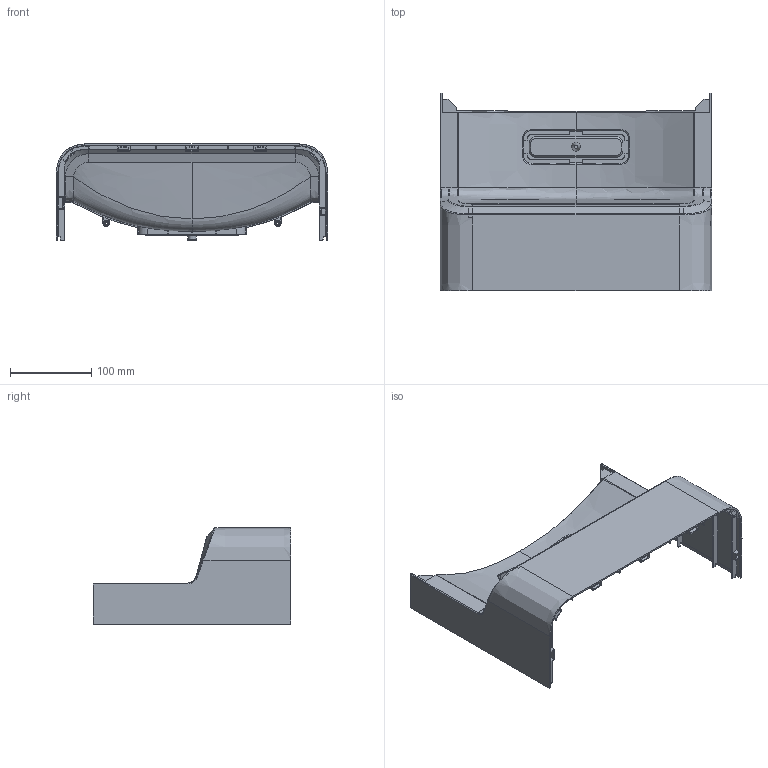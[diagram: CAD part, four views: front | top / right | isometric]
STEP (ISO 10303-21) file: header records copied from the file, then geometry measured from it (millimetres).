
FILE_DESCRIPTION(/* description */ (''),/* implementation_level */ '2;1');
FILE_NAME(/* name */ 'LYF22109-20230421.stp',/* time_stamp */ '2024-06-26T15:14:33+08:00',/* author */ (''),/* organization */ (''),/* preprocessor_version */ 'ST-DEVELOPER v14',/* originating_system */ 'SIEMENS PLM Software NX 8.0',/* authorisation */ '');
FILE_SCHEMA (('AUTOMOTIVE_DESIGN { 1 0 10303 214 3 1 1 1 }'));
Length unit declared in the file: millimetre
Products named in the file (1): Admi26345078odfb
Bounding box: 334 x 243.1 x 118.48 mm (x, y, z)
Volume: 388528.1 mm3; surface area: 303857 mm2
Topology: 2 solids, 2 shells, 757 faces, 2125 edges, 1384 vertices
Faces by surface type: plane 471, bspline 141, extrusion 49, cylinder 47, cone 44, torus 5
Full cylindrical faces by diameter (mm): 7.96 x2
Entity records: 42556 total; most frequent: CARTESIAN_POINT 19625, ORIENTED_EDGE 4206, DIRECTION 2903, EDGE_CURVE 2103, VERTEX_POINT 1375, VECTOR 1375, LINE 1326, EDGE_LOOP 822
